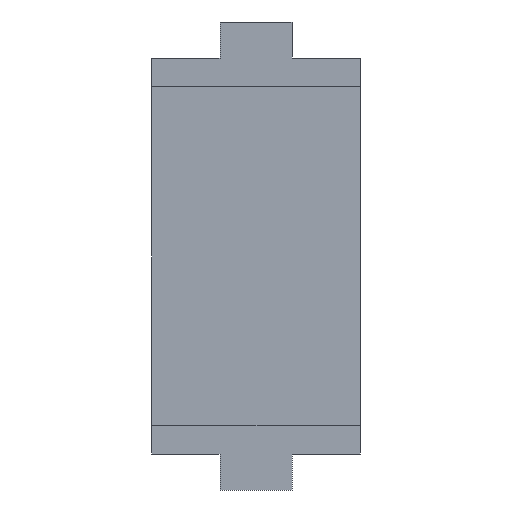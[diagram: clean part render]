
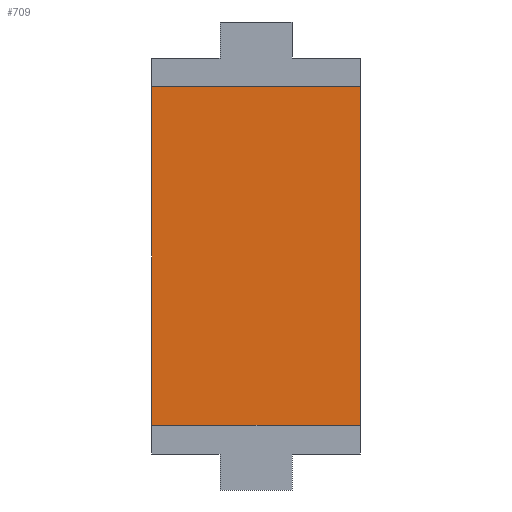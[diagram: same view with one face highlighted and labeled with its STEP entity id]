
A CAD part, front view. The second image highlights one B-rep face of the part: STEP entity #709.
In plain terms, the highlighted planar face has unit normal (0, -1, 0).
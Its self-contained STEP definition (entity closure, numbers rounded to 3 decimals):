
#13 = AXIS2_PLACEMENT_3D ( 'NONE', #432, #489, #523 ) ;
#18 = ORIENTED_EDGE ( 'NONE', *, *, #338, .F. ) ;
#47 = CARTESIAN_POINT ( 'NONE',  ( 72.5, 0., -45. ) ) ;
#99 = DIRECTION ( 'NONE',  ( 0., 0., 1. ) ) ;
#104 = LINE ( 'NONE', #487, #524 ) ;
#112 = DIRECTION ( 'NONE',  ( 1., 0., 0. ) ) ;
#115 = VERTEX_POINT ( 'NONE', #264 ) ;
#146 = VERTEX_POINT ( 'NONE', #214 ) ;
#171 = LINE ( 'NONE', #266, #514 ) ;
#179 = VECTOR ( 'NONE', #99, 1000. ) ;
#214 = CARTESIAN_POINT ( 'NONE',  ( -72.5, 0., -280. ) ) ;
#262 = DIRECTION ( 'NONE',  ( 1., 0., 0. ) ) ;
#264 = CARTESIAN_POINT ( 'NONE',  ( 72.5, 0., -280. ) ) ;
#266 = CARTESIAN_POINT ( 'NONE',  ( -72.5, 0., -45. ) ) ;
#269 = DIRECTION ( 'NONE',  ( 0., 0., -1. ) ) ;
#338 = EDGE_CURVE ( 'NONE', #343, #115, #104, .T. ) ;
#343 = VERTEX_POINT ( 'NONE', #47 ) ;
#350 = EDGE_CURVE ( 'NONE', #146, #115, #723, .T. ) ;
#379 = ORIENTED_EDGE ( 'NONE', *, *, #608, .F. ) ;
#392 = FACE_OUTER_BOUND ( 'NONE', #433, .T. ) ;
#416 = CARTESIAN_POINT ( 'NONE',  ( -72.5, 0., 0. ) ) ;
#432 = CARTESIAN_POINT ( 'NONE',  ( 0., 0., 0. ) ) ;
#433 = EDGE_LOOP ( 'NONE', ( #18, #379, #635, #559 ) ) ;
#443 = VECTOR ( 'NONE', #262, 1000. ) ;
#487 = CARTESIAN_POINT ( 'NONE',  ( 72.5, 0., 0. ) ) ;
#489 = DIRECTION ( 'NONE',  ( 0., 1., 0. ) ) ;
#497 = EDGE_CURVE ( 'NONE', #146, #575, #647, .T. ) ;
#514 = VECTOR ( 'NONE', #112, 1000. ) ;
#523 = DIRECTION ( 'NONE',  ( 0., 0., 1. ) ) ;
#524 = VECTOR ( 'NONE', #269, 1000. ) ;
#557 = PLANE ( 'NONE',  #13 ) ;
#559 = ORIENTED_EDGE ( 'NONE', *, *, #350, .T. ) ;
#575 = VERTEX_POINT ( 'NONE', #600 ) ;
#600 = CARTESIAN_POINT ( 'NONE',  ( -72.5, 0., -45. ) ) ;
#608 = EDGE_CURVE ( 'NONE', #575, #343, #171, .T. ) ;
#635 = ORIENTED_EDGE ( 'NONE', *, *, #497, .F. ) ;
#647 = LINE ( 'NONE', #416, #179 ) ;
#666 = CARTESIAN_POINT ( 'NONE',  ( -72.5, 0., -280. ) ) ;
#709 = ADVANCED_FACE ( 'NONE', ( #392 ), #557, .F. ) ;
#723 = LINE ( 'NONE', #666, #443 ) ;
